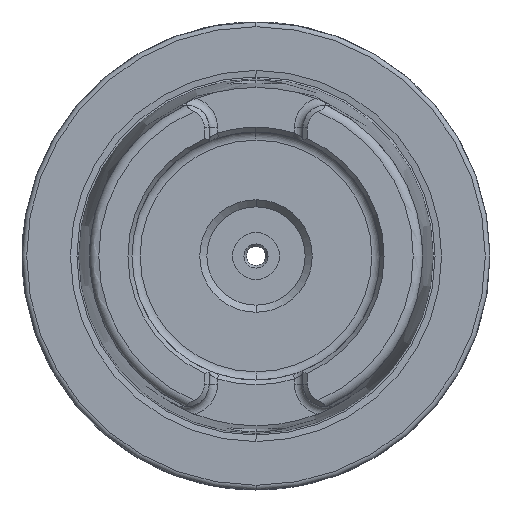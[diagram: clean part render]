
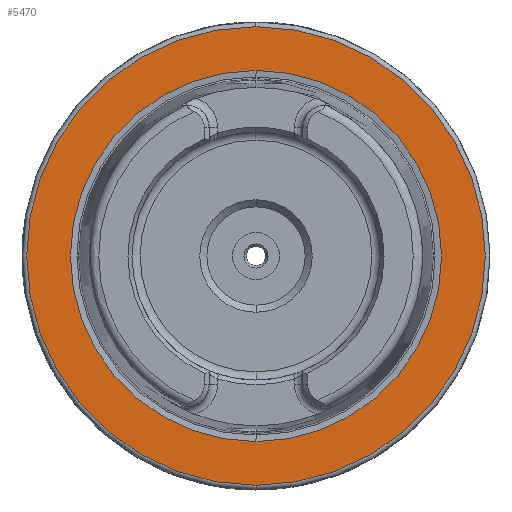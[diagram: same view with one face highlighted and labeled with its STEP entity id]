
A CAD part, left-side view. The second image highlights one B-rep face of the part: STEP entity #5470.
In plain terms, the highlighted planar face has unit normal (-1, 0, 0).
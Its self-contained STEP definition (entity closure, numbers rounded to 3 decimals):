
#357 = VERTEX_POINT ( 'NONE', #1975 ) ;
#688 = DIRECTION ( 'NONE',  ( 1., 0., 0. ) ) ;
#733 = CARTESIAN_POINT ( 'NONE',  ( 0.05, 0., 0. ) ) ;
#768 = AXIS2_PLACEMENT_3D ( 'NONE', #1767, #5733, #6404 ) ;
#1097 = FACE_OUTER_BOUND ( 'NONE', #4293, .T. ) ;
#1101 = CARTESIAN_POINT ( 'NONE',  ( 0.05, 0., 0. ) ) ;
#1225 = EDGE_CURVE ( 'NONE', #1747, #7134, #3528, .T. ) ;
#1556 = FACE_BOUND ( 'NONE', #6526, .T. ) ;
#1709 = AXIS2_PLACEMENT_3D ( 'NONE', #2215, #2137, #4787 ) ;
#1747 = VERTEX_POINT ( 'NONE', #6863 ) ;
#1767 = CARTESIAN_POINT ( 'NONE',  ( 0.05, 0., 0. ) ) ;
#1836 = CARTESIAN_POINT ( 'NONE',  ( 0.05, 0., 39.647 ) ) ;
#1975 = CARTESIAN_POINT ( 'NONE',  ( 0.05, 0., 49. ) ) ;
#2137 = DIRECTION ( 'NONE',  ( 1., 0., 0. ) ) ;
#2215 = CARTESIAN_POINT ( 'NONE',  ( 0.05, 0., 0. ) ) ;
#2317 = PLANE ( 'NONE',  #4489 ) ;
#2323 = DIRECTION ( 'NONE',  ( 0., 0., -1. ) ) ;
#2576 = AXIS2_PLACEMENT_3D ( 'NONE', #1101, #2903, #2323 ) ;
#2903 = DIRECTION ( 'NONE',  ( 1., 0., 0. ) ) ;
#2974 = EDGE_CURVE ( 'NONE', #357, #7251, #4391, .T. ) ;
#3528 = CIRCLE ( 'NONE', #2576, 39.647 ) ;
#3546 = EDGE_CURVE ( 'NONE', #7134, #1747, #6561, .T. ) ;
#3792 = DIRECTION ( 'NONE',  ( 0., 0., -1. ) ) ;
#4293 = EDGE_LOOP ( 'NONE', ( #7665, #7588 ) ) ;
#4391 = CIRCLE ( 'NONE', #768, 49. ) ;
#4489 = AXIS2_PLACEMENT_3D ( 'NONE', #5534, #7334, #6211 ) ;
#4532 = CARTESIAN_POINT ( 'NONE',  ( 0.05, 0., -49. ) ) ;
#4787 = DIRECTION ( 'NONE',  ( 0., 0., -1. ) ) ;
#5470 = ADVANCED_FACE ( 'NONE', ( #1556, #1097 ), #2317, .T. ) ;
#5534 = CARTESIAN_POINT ( 'NONE',  ( 0.05, 39.647, 0. ) ) ;
#5733 = DIRECTION ( 'NONE',  ( 1., 0., 0. ) ) ;
#6211 = DIRECTION ( 'NONE',  ( 0., 0., 1. ) ) ;
#6404 = DIRECTION ( 'NONE',  ( 0., 0., -1. ) ) ;
#6526 = EDGE_LOOP ( 'NONE', ( #7759, #7604 ) ) ;
#6561 = CIRCLE ( 'NONE', #1709, 39.647 ) ;
#6863 = CARTESIAN_POINT ( 'NONE',  ( 0.05, 0., -39.647 ) ) ;
#7134 = VERTEX_POINT ( 'NONE', #1836 ) ;
#7251 = VERTEX_POINT ( 'NONE', #4532 ) ;
#7334 = DIRECTION ( 'NONE',  ( -1., 0., 0. ) ) ;
#7430 = EDGE_CURVE ( 'NONE', #7251, #357, #7634, .T. ) ;
#7503 = AXIS2_PLACEMENT_3D ( 'NONE', #733, #688, #3792 ) ;
#7588 = ORIENTED_EDGE ( 'NONE', *, *, #2974, .F. ) ;
#7604 = ORIENTED_EDGE ( 'NONE', *, *, #1225, .T. ) ;
#7634 = CIRCLE ( 'NONE', #7503, 49. ) ;
#7665 = ORIENTED_EDGE ( 'NONE', *, *, #7430, .F. ) ;
#7759 = ORIENTED_EDGE ( 'NONE', *, *, #3546, .T. ) ;
